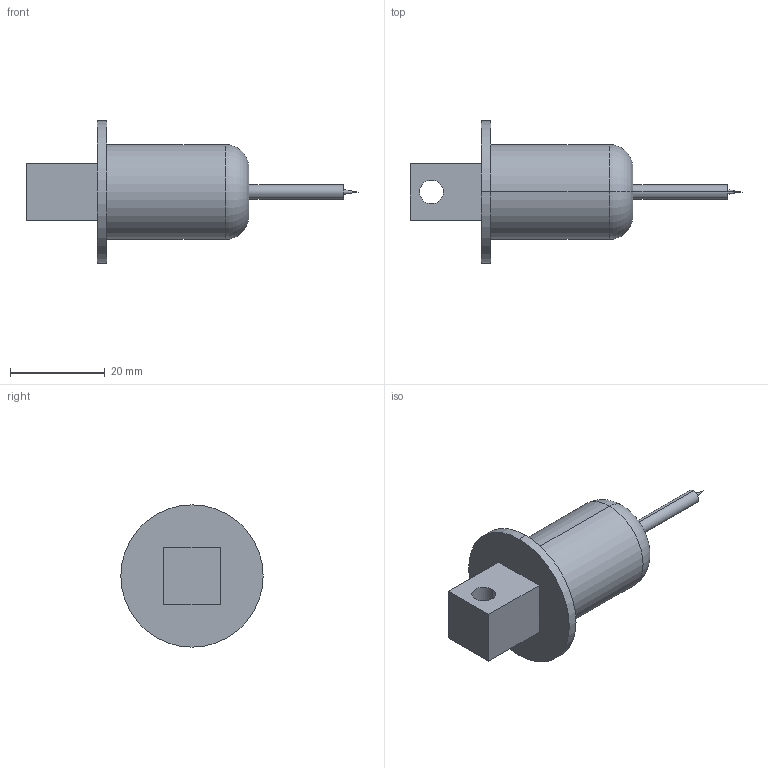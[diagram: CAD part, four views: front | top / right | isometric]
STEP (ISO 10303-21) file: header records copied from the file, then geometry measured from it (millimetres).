
FILE_DESCRIPTION (( 'STEP AP203' ), '1' );
FILE_NAME ('link 4_Default_sldprt.STEP', '2023-05-20T18:28:08', ( '' ), ( '' ), 'SwSTEP 2.0', 'SolidWorks 2020', '' );
FILE_SCHEMA (( 'CONFIG_CONTROL_DESIGN' ));
Length unit declared in the file: millimetre
Products named in the file (1): link 4_Default_sldprt
Bounding box: 70 x 30 x 30 mm (x, y, z)
Volume: 12615.6 mm3; surface area: 4405.8 mm2
Topology: 1 solids, 1 shells, 21 faces, 46 edges, 29 vertices
Faces by surface type: plane 9, cylinder 8, cone 2, torus 2
Entity records: 653 total; most frequent: DIRECTION 110, CARTESIAN_POINT 95, ORIENTED_EDGE 88, AXIS2_PLACEMENT_3D 44, EDGE_CURVE 44, VERTEX_POINT 29, EDGE_LOOP 27, CIRCLE 22
